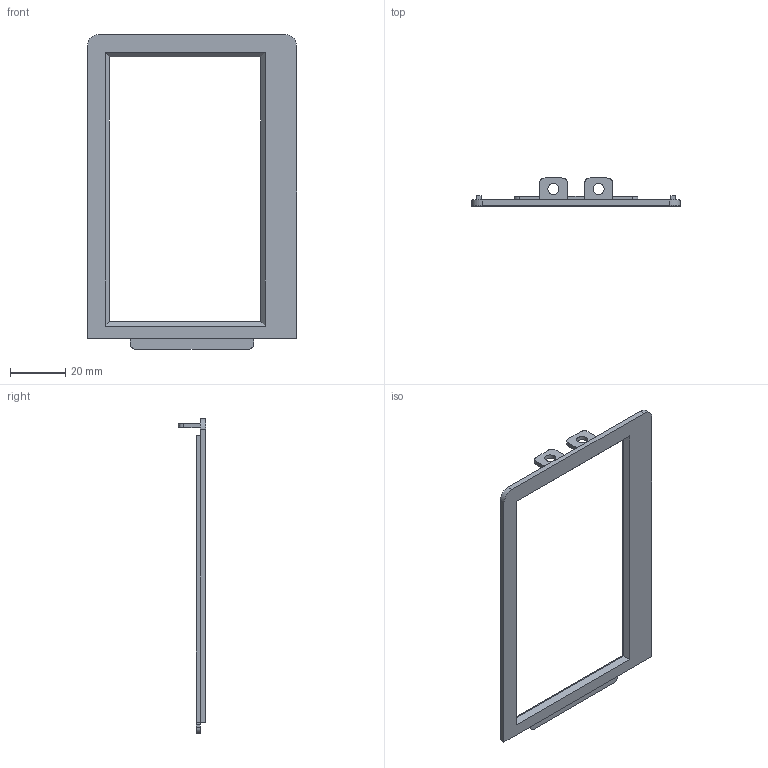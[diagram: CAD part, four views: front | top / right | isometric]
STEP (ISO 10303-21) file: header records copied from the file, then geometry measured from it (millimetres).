
FILE_DESCRIPTION(/* description */ ('STEP AP242','CAx-IF Rec.Pracs.---Representation and Presentation of Product Manufacturing Information (PMI)---4.0---2014-10-13','CAx-IF Rec.Pracs.---3D Tessellated Geometry---0.4---2014-09-14','2;1'),/* implementation_level */ '2;1');
FILE_NAME(/* name */ '669bd5bf66fe196d2b584006',/* time_stamp */ '2024-07-20T15:20:32Z',/* author */ (''),/* organization */ (''),/* preprocessor_version */ 'ST-DEVELOPER v20',/* originating_system */ ' ',/* authorisation */ ' ');
FILE_SCHEMA (('AP242_MANAGED_MODEL_BASED_3D_ENGINEERING_MIM_LF { 1 0 10303 442 1 1 4 }'));
Length unit declared in the file: metre
Products named in the file (2): Top Bezel
Assembly tree (1 placements, depth 2):
  Top Bezel
    Top Bezel
Bounding box: 76 x 10 x 114.25 mm (x, y, z)
Volume: 6763.9 mm3; surface area: 8701.8 mm2
Topology: 1 solids, 1 shells, 50 faces, 132 edges, 86 vertices
Faces by surface type: plane 38, cylinder 8, bspline 4
Full cylindrical faces by diameter (mm): 4 x2
Entity records: 1697 total; most frequent: CARTESIAN_POINT 440, ORIENTED_EDGE 260, DIRECTION 228, EDGE_CURVE 130, LINE 96, VECTOR 96, VERTEX_POINT 86, AXIS2_PLACEMENT_3D 66
